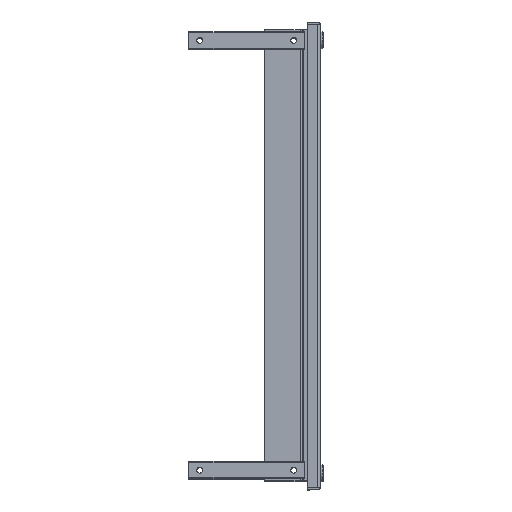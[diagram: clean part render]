
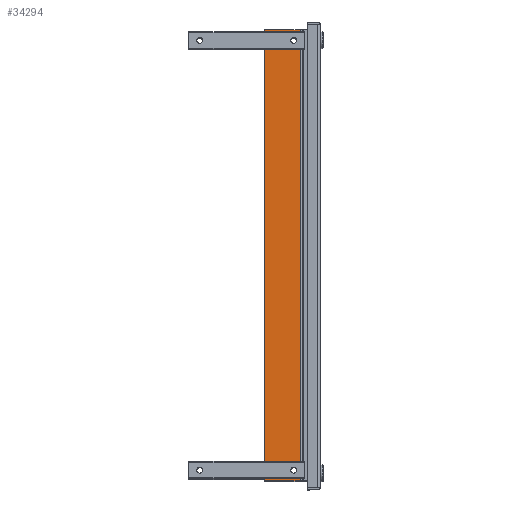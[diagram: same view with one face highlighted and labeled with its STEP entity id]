
A CAD part, top view. The second image highlights one B-rep face of the part: STEP entity #34294.
In plain terms, the highlighted face is planar.
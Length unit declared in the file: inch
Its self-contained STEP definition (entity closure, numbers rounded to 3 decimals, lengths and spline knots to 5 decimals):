
#43 = CARTESIAN_POINT ( 'NONE',  ( -18.115, 2.625, -10.5 ) ) ;
#407 = EDGE_CURVE ( 'NONE', #31578, #18206, #8868, .T. ) ;
#1425 = DIRECTION ( 'NONE',  ( 0., -1., 0. ) ) ;
#1433 = CARTESIAN_POINT ( 'NONE',  ( -18.115, 1.281, -10. ) ) ;
#1895 = FACE_OUTER_BOUND ( 'NONE', #17068, .T. ) ;
#2501 = EDGE_LOOP ( 'NONE', ( #21020, #4928, #28172, #31769 ) ) ;
#3162 = EDGE_CURVE ( 'NONE', #27195, #14774, #7758, .T. ) ;
#3585 = CIRCLE ( 'NONE', #17117, 0.156 ) ;
#4149 = LINE ( 'NONE', #14241, #20122 ) ;
#4440 = VERTEX_POINT ( 'NONE', #15124 ) ;
#4583 = ORIENTED_EDGE ( 'NONE', *, *, #3162, .T. ) ;
#4836 = CARTESIAN_POINT ( 'NONE',  ( -18.115, 0.983, -10.5 ) ) ;
#4928 = ORIENTED_EDGE ( 'NONE', *, *, #28405, .T. ) ;
#4983 = DIRECTION ( 'NONE',  ( 0., 0., 1. ) ) ;
#5348 = EDGE_CURVE ( 'NONE', #18206, #27195, #21731, .T. ) ;
#6240 = CARTESIAN_POINT ( 'NONE',  ( -18.115, 2.625, 10.156 ) ) ;
#6520 = FACE_BOUND ( 'NONE', #2501, .T. ) ;
#6765 = CARTESIAN_POINT ( 'NONE',  ( -18.115, 1.281, 10.156 ) ) ;
#7255 = CARTESIAN_POINT ( 'NONE',  ( -18.115, 2.219, -10. ) ) ;
#7555 = PLANE ( 'NONE',  #23634 ) ;
#7758 = CIRCLE ( 'NONE', #31805, 0.156 ) ;
#8006 = CARTESIAN_POINT ( 'NONE',  ( -18.115, 1.281, -10.156 ) ) ;
#8415 = DIRECTION ( 'NONE',  ( 0., 0., 1. ) ) ;
#8628 = ORIENTED_EDGE ( 'NONE', *, *, #21668, .T. ) ;
#8654 = CARTESIAN_POINT ( 'NONE',  ( -18.115, 1.281, 9.844 ) ) ;
#8868 = CIRCLE ( 'NONE', #11065, 0.156 ) ;
#9182 = DIRECTION ( 'NONE',  ( 0., -1., 0. ) ) ;
#9780 = DIRECTION ( 'NONE',  ( 0., 0., 1. ) ) ;
#9808 = VERTEX_POINT ( 'NONE', #8654 ) ;
#9982 = DIRECTION ( 'NONE',  ( 0., 0., 1. ) ) ;
#10025 = VERTEX_POINT ( 'NONE', #6765 ) ;
#10245 = DIRECTION ( 'NONE',  ( 0., 0., 1. ) ) ;
#10388 = CIRCLE ( 'NONE', #25098, 0.156 ) ;
#10644 = VERTEX_POINT ( 'NONE', #24409 ) ;
#10664 = CARTESIAN_POINT ( 'NONE',  ( -18.115, 2.219, -9.844 ) ) ;
#10943 = LINE ( 'NONE', #32784, #20605 ) ;
#10974 = CARTESIAN_POINT ( 'NONE',  ( -18.115, 2.219, -10.156 ) ) ;
#11065 = AXIS2_PLACEMENT_3D ( 'NONE', #1433, #14959, #9780 ) ;
#11181 = DIRECTION ( 'NONE',  ( 0., 1., 0. ) ) ;
#12314 = EDGE_CURVE ( 'NONE', #14774, #31578, #4149, .T. ) ;
#12360 = EDGE_CURVE ( 'NONE', #26842, #10025, #31075, .T. ) ;
#12865 = DIRECTION ( 'NONE',  ( -1., 0., 0. ) ) ;
#13152 = VECTOR ( 'NONE', #1425, 39.37008 ) ;
#14095 = ORIENTED_EDGE ( 'NONE', *, *, #12314, .T. ) ;
#14140 = LINE ( 'NONE', #30705, #14561 ) ;
#14241 = CARTESIAN_POINT ( 'NONE',  ( -18.115, 2.625, -9.844 ) ) ;
#14561 = VECTOR ( 'NONE', #17622, 39.37008 ) ;
#14606 = LINE ( 'NONE', #43, #15880 ) ;
#14774 = VERTEX_POINT ( 'NONE', #10664 ) ;
#14959 = DIRECTION ( 'NONE',  ( 1., 0., 0. ) ) ;
#15048 = EDGE_CURVE ( 'NONE', #4440, #26842, #3585, .T. ) ;
#15119 = ORIENTED_EDGE ( 'NONE', *, *, #17644, .T. ) ;
#15124 = CARTESIAN_POINT ( 'NONE',  ( -18.115, 2.219, 9.844 ) ) ;
#15383 = VERTEX_POINT ( 'NONE', #32519 ) ;
#15467 = CARTESIAN_POINT ( 'NONE',  ( -18.115, 2.219, 10. ) ) ;
#15880 = VECTOR ( 'NONE', #24140, 39.37008 ) ;
#16197 = DIRECTION ( 'NONE',  ( 1., 0., 0. ) ) ;
#16643 = ORIENTED_EDGE ( 'NONE', *, *, #28326, .T. ) ;
#16666 = DIRECTION ( 'NONE',  ( 0., 1., 0. ) ) ;
#16715 = VECTOR ( 'NONE', #11181, 39.37008 ) ;
#17068 = EDGE_LOOP ( 'NONE', ( #33619, #15119, #8628, #16643 ) ) ;
#17117 = AXIS2_PLACEMENT_3D ( 'NONE', #15467, #21042, #4983 ) ;
#17180 = CARTESIAN_POINT ( 'NONE',  ( -18.115, 2.625, -10.5 ) ) ;
#17251 = EDGE_LOOP ( 'NONE', ( #4583, #14095, #22183, #33010 ) ) ;
#17342 = LINE ( 'NONE', #17180, #13152 ) ;
#17403 = DIRECTION ( 'NONE',  ( 0., -1., 0. ) ) ;
#17622 = DIRECTION ( 'NONE',  ( 0., 1., 0. ) ) ;
#17644 = EDGE_CURVE ( 'NONE', #34884, #15383, #20643, .T. ) ;
#18206 = VERTEX_POINT ( 'NONE', #8006 ) ;
#18431 = VECTOR ( 'NONE', #17403, 39.37008 ) ;
#19961 = EDGE_CURVE ( 'NONE', #9808, #4440, #14140, .T. ) ;
#20056 = CARTESIAN_POINT ( 'NONE',  ( -18.115, 0.983, -10.5 ) ) ;
#20122 = VECTOR ( 'NONE', #9182, 39.37008 ) ;
#20538 = DIRECTION ( 'NONE',  ( 1., 0., 0. ) ) ;
#20551 = CARTESIAN_POINT ( 'NONE',  ( -18.115, 1.281, -9.844 ) ) ;
#20605 = VECTOR ( 'NONE', #16666, 39.37008 ) ;
#20643 = LINE ( 'NONE', #4836, #29098 ) ;
#21020 = ORIENTED_EDGE ( 'NONE', *, *, #12360, .T. ) ;
#21042 = DIRECTION ( 'NONE',  ( 1., 0., 0. ) ) ;
#21167 = DIRECTION ( 'NONE',  ( 0., 0., -1. ) ) ;
#21668 = EDGE_CURVE ( 'NONE', #15383, #10644, #10943, .T. ) ;
#21731 = LINE ( 'NONE', #24905, #16715 ) ;
#21897 = CARTESIAN_POINT ( 'NONE',  ( -18.115, 1.281, 10. ) ) ;
#22183 = ORIENTED_EDGE ( 'NONE', *, *, #407, .T. ) ;
#23634 = AXIS2_PLACEMENT_3D ( 'NONE', #34137, #12865, #21167 ) ;
#24140 = DIRECTION ( 'NONE',  ( 0., 0., -1. ) ) ;
#24409 = CARTESIAN_POINT ( 'NONE',  ( -18.115, 2.625, 10.5 ) ) ;
#24654 = VERTEX_POINT ( 'NONE', #32710 ) ;
#24905 = CARTESIAN_POINT ( 'NONE',  ( -18.115, 2.625, -10.156 ) ) ;
#25098 = AXIS2_PLACEMENT_3D ( 'NONE', #21897, #16197, #8415 ) ;
#26842 = VERTEX_POINT ( 'NONE', #33231 ) ;
#27195 = VERTEX_POINT ( 'NONE', #10974 ) ;
#27994 = FACE_BOUND ( 'NONE', #17251, .T. ) ;
#28172 = ORIENTED_EDGE ( 'NONE', *, *, #19961, .T. ) ;
#28326 = EDGE_CURVE ( 'NONE', #10644, #24654, #14606, .T. ) ;
#28405 = EDGE_CURVE ( 'NONE', #10025, #9808, #10388, .T. ) ;
#29098 = VECTOR ( 'NONE', #10245, 39.37008 ) ;
#30705 = CARTESIAN_POINT ( 'NONE',  ( -18.115, 2.625, 9.844 ) ) ;
#31075 = LINE ( 'NONE', #6240, #18431 ) ;
#31442 = EDGE_CURVE ( 'NONE', #24654, #34884, #17342, .T. ) ;
#31578 = VERTEX_POINT ( 'NONE', #20551 ) ;
#31769 = ORIENTED_EDGE ( 'NONE', *, *, #15048, .T. ) ;
#31805 = AXIS2_PLACEMENT_3D ( 'NONE', #7255, #20538, #9982 ) ;
#32519 = CARTESIAN_POINT ( 'NONE',  ( -18.115, 0.983, 10.5 ) ) ;
#32710 = CARTESIAN_POINT ( 'NONE',  ( -18.115, 2.625, -10.5 ) ) ;
#32784 = CARTESIAN_POINT ( 'NONE',  ( -18.115, 2.625, 10.5 ) ) ;
#33010 = ORIENTED_EDGE ( 'NONE', *, *, #5348, .T. ) ;
#33231 = CARTESIAN_POINT ( 'NONE',  ( -18.115, 2.219, 10.156 ) ) ;
#33619 = ORIENTED_EDGE ( 'NONE', *, *, #31442, .T. ) ;
#34137 = CARTESIAN_POINT ( 'NONE',  ( -18.115, 2.625, -10.5 ) ) ;
#34294 = ADVANCED_FACE ( 'NONE', ( #1895, #27994, #6520 ), #7555, .T. ) ;
#34884 = VERTEX_POINT ( 'NONE', #20056 ) ;
